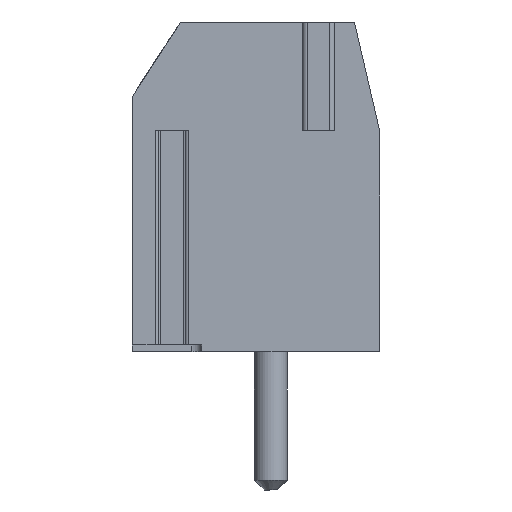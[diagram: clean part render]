
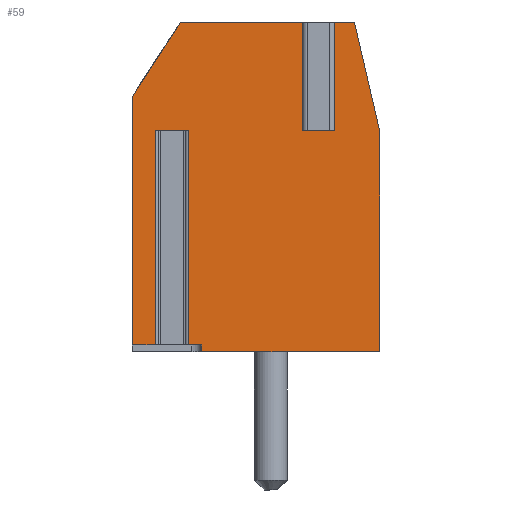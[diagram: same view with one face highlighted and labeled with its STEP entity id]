
A CAD part, left-side view. The second image highlights one B-rep face of the part: STEP entity #59.
In plain terms, the highlighted planar face has unit normal (-1, 0, 0).
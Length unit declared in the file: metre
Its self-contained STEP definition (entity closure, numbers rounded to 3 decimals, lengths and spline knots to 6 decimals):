
#59 = ADVANCED_FACE( '', ( #517 ), #518, .T. );
#517 = FACE_OUTER_BOUND( '', #1501, .T. );
#518 = PLANE( '', #1502 );
#1501 = EDGE_LOOP( '', ( #3086, #3087, #3088, #3089, #3090, #3091, #3092, #3093, #3094, #3095, #3096, #3097, #3098, #3099, #3100, #3101 ) );
#1502 = AXIS2_PLACEMENT_3D( '', #3102, #3103, #3104 );
#3086 = ORIENTED_EDGE( '', *, *, #6698, .F. );
#3087 = ORIENTED_EDGE( '', *, *, #6694, .T. );
#3088 = ORIENTED_EDGE( '', *, *, #6699, .T. );
#3089 = ORIENTED_EDGE( '', *, *, #6678, .T. );
#3090 = ORIENTED_EDGE( '', *, *, #6700, .F. );
#3091 = ORIENTED_EDGE( '', *, *, #6701, .F. );
#3092 = ORIENTED_EDGE( '', *, *, #6702, .T. );
#3093 = ORIENTED_EDGE( '', *, *, #6703, .T. );
#3094 = ORIENTED_EDGE( '', *, *, #6704, .T. );
#3095 = ORIENTED_EDGE( '', *, *, #6705, .F. );
#3096 = ORIENTED_EDGE( '', *, *, #6706, .F. );
#3097 = ORIENTED_EDGE( '', *, *, #6707, .T. );
#3098 = ORIENTED_EDGE( '', *, *, #6708, .T. );
#3099 = ORIENTED_EDGE( '', *, *, #6709, .T. );
#3100 = ORIENTED_EDGE( '', *, *, #6710, .T. );
#3101 = ORIENTED_EDGE( '', *, *, #6673, .T. );
#3102 = CARTESIAN_POINT( '', ( -0.012701, 0., 0.01 ) );
#3103 = DIRECTION( '', ( -1., 0., 0. ) );
#3104 = DIRECTION( '', ( 0., -1., 0. ) );
#6673 = EDGE_CURVE( '', #7904, #7902, #7905, .T. );
#6678 = EDGE_CURVE( '', #7914, #7912, #7915, .T. );
#6694 = EDGE_CURVE( '', #7934, #7941, #7943, .T. );
#6698 = EDGE_CURVE( '', #7934, #7902, #7947, .T. );
#6699 = EDGE_CURVE( '', #7941, #7914, #7948, .T. );
#6700 = EDGE_CURVE( '', #7949, #7912, #7950, .T. );
#6701 = EDGE_CURVE( '', #7951, #7949, #7952, .T. );
#6702 = EDGE_CURVE( '', #7951, #7953, #7954, .T. );
#6703 = EDGE_CURVE( '', #7953, #7955, #7956, .T. );
#6704 = EDGE_CURVE( '', #7955, #7957, #7958, .T. );
#6705 = EDGE_CURVE( '', #7959, #7957, #7960, .T. );
#6706 = EDGE_CURVE( '', #7961, #7959, #7962, .T. );
#6707 = EDGE_CURVE( '', #7961, #7963, #7964, .T. );
#6708 = EDGE_CURVE( '', #7963, #7965, #7966, .T. );
#6709 = EDGE_CURVE( '', #7965, #7967, #7968, .T. );
#6710 = EDGE_CURVE( '', #7967, #7904, #7969, .T. );
#7902 = VERTEX_POINT( '', #9947 );
#7904 = VERTEX_POINT( '', #9949 );
#7905 = LINE( '', #9950, #9951 );
#7912 = VERTEX_POINT( '', #9960 );
#7914 = VERTEX_POINT( '', #9963 );
#7915 = LINE( '', #9964, #9965 );
#7934 = VERTEX_POINT( '', #9990 );
#7941 = VERTEX_POINT( '', #9999 );
#7943 = LINE( '', #10001, #10002 );
#7947 = LINE( '', #10009, #10010 );
#7948 = LINE( '', #10011, #10012 );
#7949 = VERTEX_POINT( '', #10013 );
#7950 = LINE( '', #10014, #10015 );
#7951 = VERTEX_POINT( '', #10016 );
#7952 = LINE( '', #10017, #10018 );
#7953 = VERTEX_POINT( '', #10019 );
#7954 = LINE( '', #10020, #10021 );
#7955 = VERTEX_POINT( '', #10022 );
#7956 = LINE( '', #10023, #10024 );
#7957 = VERTEX_POINT( '', #10025 );
#7958 = LINE( '', #10026, #10027 );
#7959 = VERTEX_POINT( '', #10028 );
#7960 = LINE( '', #10029, #10030 );
#7961 = VERTEX_POINT( '', #10031 );
#7962 = LINE( '', #10032, #10033 );
#7963 = VERTEX_POINT( '', #10034 );
#7964 = LINE( '', #10035, #10036 );
#7965 = VERTEX_POINT( '', #10037 );
#7966 = LINE( '', #10038, #10039 );
#7967 = VERTEX_POINT( '', #10040 );
#7968 = LINE( '', #10041, #10042 );
#7969 = LINE( '', #10043, #10044 );
#9947 = CARTESIAN_POINT( '', ( -0.012701, 0.006803, 0.0002 ) );
#9949 = CARTESIAN_POINT( '', ( -0.012701, 0.0075, 0.0002 ) );
#9950 = CARTESIAN_POINT( '', ( -0.012701, 0.0075, 0.0002 ) );
#9951 = VECTOR( '', #13235, 1. );
#9960 = CARTESIAN_POINT( '', ( -0.012701, 0.0054, 0.0002 ) );
#9963 = CARTESIAN_POINT( '', ( -0.012701, 0.005797, 0.0002 ) );
#9964 = CARTESIAN_POINT( '', ( -0.012701, 0.0075, 0.0002 ) );
#9965 = VECTOR( '', #13242, 1. );
#9990 = CARTESIAN_POINT( '', ( -0.012701, 0.006803, 0.0067 ) );
#9999 = CARTESIAN_POINT( '', ( -0.012701, 0.005797, 0.0067 ) );
#10001 = CARTESIAN_POINT( '', ( -0.012701, 0.006803, 0.0067 ) );
#10002 = VECTOR( '', #13272, 1. );
#10009 = CARTESIAN_POINT( '', ( -0.012701, 0.006803, 0.0067 ) );
#10010 = VECTOR( '', #13276, 1. );
#10011 = CARTESIAN_POINT( '', ( -0.012701, 0.005797, 0.0067 ) );
#10012 = VECTOR( '', #13277, 1. );
#10013 = CARTESIAN_POINT( '', ( -0.012701, 0.0054, 0. ) );
#10014 = CARTESIAN_POINT( '', ( -0.012701, 0.0054, 0. ) );
#10015 = VECTOR( '', #13278, 1. );
#10016 = CARTESIAN_POINT( '', ( -0.012701, 0., 0. ) );
#10017 = CARTESIAN_POINT( '', ( -0.012701, 0.0054, 0. ) );
#10018 = VECTOR( '', #13279, 1. );
#10019 = CARTESIAN_POINT( '', ( -0.012701, 0., 0.0067 ) );
#10020 = CARTESIAN_POINT( '', ( -0.012701, 0., 0.0002 ) );
#10021 = VECTOR( '', #13280, 1. );
#10022 = CARTESIAN_POINT( '', ( -0.012701, 0.000762, 0.01 ) );
#10023 = CARTESIAN_POINT( '', ( -0.012701, 0., 0.0067 ) );
#10024 = VECTOR( '', #13281, 1. );
#10025 = CARTESIAN_POINT( '', ( -0.012701, 0.001494, 0.01 ) );
#10026 = CARTESIAN_POINT( '', ( -0.012701, 0.006039, 0.01 ) );
#10027 = VECTOR( '', #13282, 1. );
#10028 = CARTESIAN_POINT( '', ( -0.012701, 0.001494, 0.0067 ) );
#10029 = CARTESIAN_POINT( '', ( -0.012701, 0.001494, 0.0067 ) );
#10030 = VECTOR( '', #13283, 1. );
#10031 = CARTESIAN_POINT( '', ( -0.012701, 0.002206, 0.0067 ) );
#10032 = CARTESIAN_POINT( '', ( -0.012701, 0.002206, 0.0067 ) );
#10033 = VECTOR( '', #13284, 1. );
#10034 = CARTESIAN_POINT( '', ( -0.012701, 0.002206, 0.01 ) );
#10035 = CARTESIAN_POINT( '', ( -0.012701, 0.002206, 0.0067 ) );
#10036 = VECTOR( '', #13285, 1. );
#10037 = CARTESIAN_POINT( '', ( -0.012701, 0.006039, 0.01 ) );
#10038 = CARTESIAN_POINT( '', ( -0.012701, 0.006039, 0.01 ) );
#10039 = VECTOR( '', #13286, 1. );
#10040 = CARTESIAN_POINT( '', ( -0.012701, 0.0075, 0.00775 ) );
#10041 = CARTESIAN_POINT( '', ( -0.012701, 0.0075, 0.00775 ) );
#10042 = VECTOR( '', #13287, 1. );
#10043 = CARTESIAN_POINT( '', ( -0.012701, 0.0075, 0.00775 ) );
#10044 = VECTOR( '', #13288, 1. );
#13235 = DIRECTION( '', ( 0., -1., 0. ) );
#13242 = DIRECTION( '', ( 0., -1., 0. ) );
#13272 = DIRECTION( '', ( 0., -1., 0. ) );
#13276 = DIRECTION( '', ( 0., 0., -1. ) );
#13277 = DIRECTION( '', ( 0., 0., -1. ) );
#13278 = DIRECTION( '', ( 0., 0., 1. ) );
#13279 = DIRECTION( '', ( 0., 1., 0. ) );
#13280 = DIRECTION( '', ( 0., 0., 1. ) );
#13281 = DIRECTION( '', ( 0., 0.225, 0.974 ) );
#13282 = DIRECTION( '', ( 0., 1., 0. ) );
#13283 = DIRECTION( '', ( 0., 0., 1. ) );
#13284 = DIRECTION( '', ( 0., -1., 0. ) );
#13285 = DIRECTION( '', ( 0., 0., 1. ) );
#13286 = DIRECTION( '', ( 0., 1., 0. ) );
#13287 = DIRECTION( '', ( 0., 0.545, -0.839 ) );
#13288 = DIRECTION( '', ( 0., 0., -1. ) );
